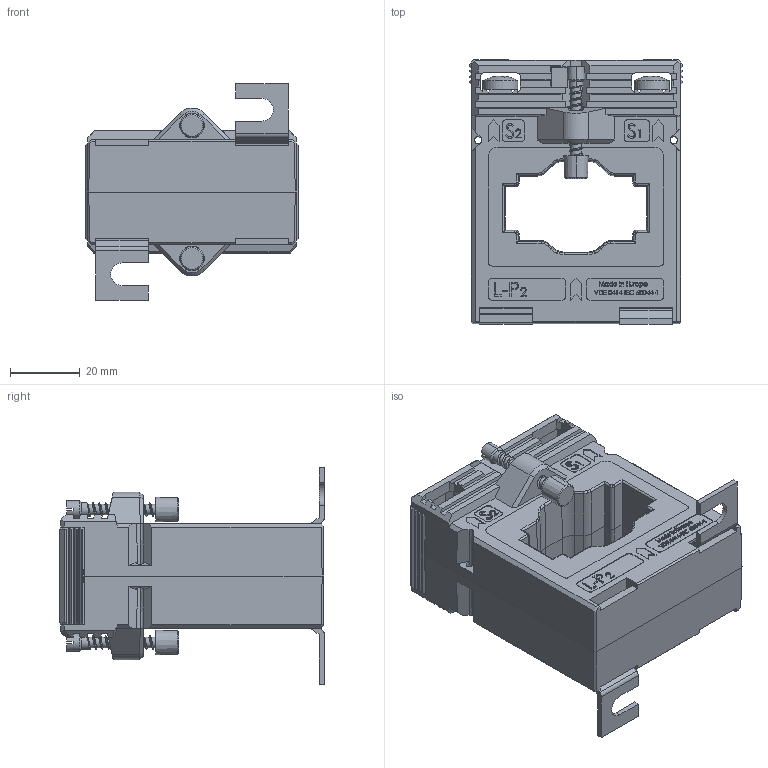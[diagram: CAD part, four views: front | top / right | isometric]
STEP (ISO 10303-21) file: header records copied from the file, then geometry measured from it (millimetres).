
FILE_DESCRIPTION (( 'STEP AP214' ), '1' );
FILE_NAME ('ASK41_3_kpl.STEP', '2011-11-02T09:26:45', ( ' ' ), ( '' ), 'SwSTEP 2.0', 'SolidWorks 2010', '' );
FILE_SCHEMA (( 'AUTOMOTIVE_DESIGN' ));
Length unit declared in the file: millimetre
Products named in the file (9): Plastite_Schraube_30_mit-Gewinde; Verschlussklappe_28mm; MBS_WN-003_04_Klemme_WN-003_02; Isolierschutzkappe; Linsenschraube DIN 7985 4.8 VZ M 5 x 10; ASK41_3_11_Gehäuseoberteil; ASK41_3_kpl; Fusswinkel_1,5; ASK41_3_11
Assembly tree (16 placements, depth 2):
  ASK41_3_kpl
    Fusswinkel_1,5  x2
    Linsenschraube DIN 7985 4.8 VZ M 5 x 10  x4
    ASK41_3_11
    Isolierschutzkappe  x2
    Plastite_Schraube_30_mit-Gewinde  x2
    Verschlussklappe_28mm  x2
    ASK41_3_11_Gehäuseoberteil
    MBS_WN-003_04_Klemme_WN-003_02  x2
Bounding box: 61 x 75.6 x 62 mm (x, y, z)
Volume: 107973.8 mm3; surface area: 40990 mm2
Topology: 16 solids, 16 shells, 2012 faces, 5272 edges, 3412 vertices
Faces by surface type: plane 1308, bspline 368, cylinder 234, cone 78, sphere 16, torus 8
Entity records: 73838 total; most frequent: CARTESIAN_POINT 33064, ORIENTED_EDGE 9236, DIRECTION 6789, EDGE_CURVE 4618, VECTOR 3409, LINE 3409, VERTEX_POINT 3022, EDGE_LOOP 1880
